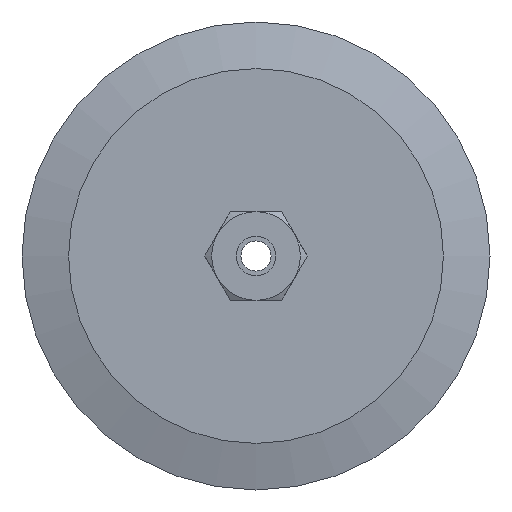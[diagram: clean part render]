
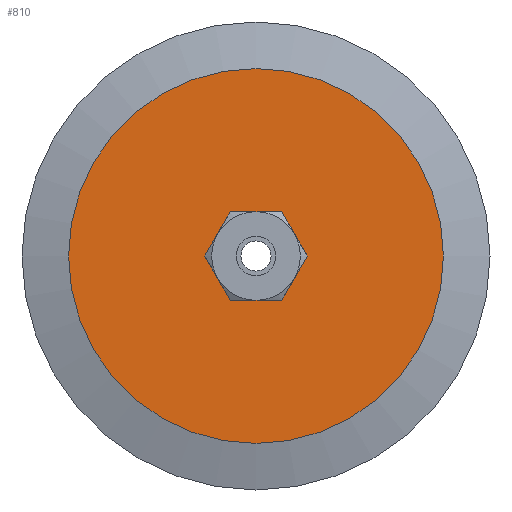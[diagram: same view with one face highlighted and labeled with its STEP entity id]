
A CAD part, front view. The second image highlights one B-rep face of the part: STEP entity #810.
In plain terms, the highlighted face is planar.
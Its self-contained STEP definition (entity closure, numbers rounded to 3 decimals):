
#75=FACE_BOUND('',#195,.T.);
#85=PLANE('',#948);
#136=FACE_OUTER_BOUND('',#194,.T.);
#194=EDGE_LOOP('',(#569,#570));
#195=EDGE_LOOP('',(#571));
#307=CIRCLE('',#938,5.144);
#313=CIRCLE('',#946,30.036);
#314=CIRCLE('',#947,30.036);
#357=VERTEX_POINT('',#1301);
#363=VERTEX_POINT('',#1317);
#364=VERTEX_POINT('',#1318);
#431=EDGE_CURVE('',#357,#357,#307,.T.);
#439=EDGE_CURVE('',#363,#364,#313,.T.);
#440=EDGE_CURVE('',#364,#363,#314,.T.);
#569=ORIENTED_EDGE('',*,*,#439,.T.);
#570=ORIENTED_EDGE('',*,*,#440,.T.);
#571=ORIENTED_EDGE('',*,*,#431,.T.);
#810=ADVANCED_FACE('',(#136,#75),#85,.T.);
#938=AXIS2_PLACEMENT_3D('',#1302,#1054,#1055);
#946=AXIS2_PLACEMENT_3D('',#1319,#1072,#1073);
#947=AXIS2_PLACEMENT_3D('',#1320,#1074,#1075);
#948=AXIS2_PLACEMENT_3D('',#1322,#1077,#1078);
#1054=DIRECTION('center_axis',(0.,-1.,0.));
#1055=DIRECTION('ref_axis',(0.5,0.,-0.866));
#1072=DIRECTION('center_axis',(0.,1.,0.));
#1073=DIRECTION('ref_axis',(1.,0.,0.));
#1074=DIRECTION('center_axis',(0.,1.,0.));
#1075=DIRECTION('ref_axis',(1.,0.,0.));
#1077=DIRECTION('center_axis',(0.,1.,0.));
#1078=DIRECTION('ref_axis',(0.,0.,
1.));
#1301=CARTESIAN_POINT('',(-2.572,5.,4.454));
#1302=CARTESIAN_POINT('Origin',(0.,5.,0.));
#1317=CARTESIAN_POINT('',(-30.036,5.,0.));
#1318=CARTESIAN_POINT('',(30.036,5.,0.));
#1319=CARTESIAN_POINT('Origin',(0.,5.,0.));
#1320=CARTESIAN_POINT('Origin',(0.,5.,0.));
#1322=CARTESIAN_POINT('Origin',(0.,5.,0.));
